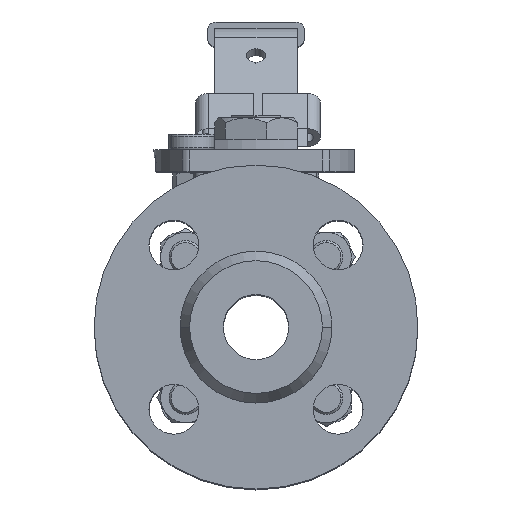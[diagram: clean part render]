
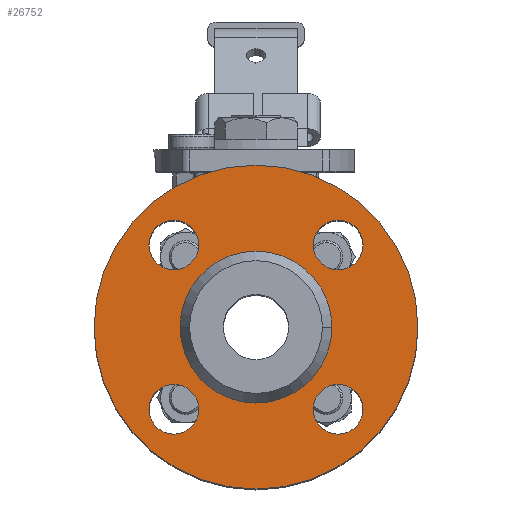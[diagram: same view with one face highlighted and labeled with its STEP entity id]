
A CAD part, top view. The second image highlights one B-rep face of the part: STEP entity #26752.
In plain terms, the highlighted planar face has unit normal (0, 0, 1).
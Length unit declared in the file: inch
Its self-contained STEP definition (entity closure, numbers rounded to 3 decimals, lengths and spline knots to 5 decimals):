
#213 = DIRECTION ( 'NONE',  ( 0., 0., -1. ) ) ;
#562 = DIRECTION ( 'NONE',  ( 1., 0., 0. ) ) ;
#964 = CIRCLE ( 'NONE', #28888, 2.44 ) ;
#1156 = EDGE_CURVE ( 'NONE', #21768, #15761, #23444, .T. ) ;
#1213 = EDGE_LOOP ( 'NONE', ( #22759, #17427 ) ) ;
#1376 = ORIENTED_EDGE ( 'NONE', *, *, #31209, .F. ) ;
#1442 = DIRECTION ( 'NONE',  ( 0., 0., 1. ) ) ;
#1758 = AXIS2_PLACEMENT_3D ( 'NONE', #2501, #22231, #21895 ) ;
#2034 = DIRECTION ( 'NONE',  ( 0., 0., 1. ) ) ;
#2160 = DIRECTION ( 'NONE',  ( -1., 0., 0. ) ) ;
#2501 = CARTESIAN_POINT ( 'NONE',  ( -0.98902, 0.39517, 6.98467 ) ) ;
#2795 = CARTESIAN_POINT ( 'NONE',  ( -0.98902, 0.39517, 6.98467 ) ) ;
#3362 = CARTESIAN_POINT ( 'NONE',  ( -0.12658, -0.84226, 6.98467 ) ) ;
#3751 = CARTESIAN_POINT ( 'NONE',  ( -0.98902, 0.39517, 6.98467 ) ) ;
#4034 = ORIENTED_EDGE ( 'NONE', *, *, #26372, .F. ) ;
#4151 = AXIS2_PLACEMENT_3D ( 'NONE', #4675, #2034, #17247 ) ;
#4257 = AXIS2_PLACEMENT_3D ( 'NONE', #3751, #20880, #8401 ) ;
#4675 = CARTESIAN_POINT ( 'NONE',  ( 0.24842, 1.63261, 6.98467 ) ) ;
#5007 = VERTEX_POINT ( 'NONE', #10605 ) ;
#5128 = EDGE_CURVE ( 'NONE', #6347, #24633, #964, .T. ) ;
#5247 = ORIENTED_EDGE ( 'NONE', *, *, #12070, .T. ) ;
#5365 = CARTESIAN_POINT ( 'NONE',  ( 0.62342, 1.63261, 6.98467 ) ) ;
#5487 = AXIS2_PLACEMENT_3D ( 'NONE', #7815, #12838, #562 ) ;
#5720 = CIRCLE ( 'NONE', #7209, 0.375 ) ;
#5768 = DIRECTION ( 'NONE',  ( -1., 0., 0. ) ) ;
#6347 = VERTEX_POINT ( 'NONE', #9423 ) ;
#6497 = ORIENTED_EDGE ( 'NONE', *, *, #21629, .F. ) ;
#6728 = DIRECTION ( 'NONE',  ( -1., 0., 0. ) ) ;
#6804 = CARTESIAN_POINT ( 'NONE',  ( 0.24842, -0.84226, 6.98467 ) ) ;
#7065 = FACE_OUTER_BOUND ( 'NONE', #1213, .T. ) ;
#7209 = AXIS2_PLACEMENT_3D ( 'NONE', #27562, #7615, #15059 ) ;
#7615 = DIRECTION ( 'NONE',  ( 0., 0., 1. ) ) ;
#7680 = ORIENTED_EDGE ( 'NONE', *, *, #17662, .F. ) ;
#7815 = CARTESIAN_POINT ( 'NONE',  ( 0.24842, 1.63261, 6.98467 ) ) ;
#7816 = CARTESIAN_POINT ( 'NONE',  ( -2.60146, 1.63261, 6.98467 ) ) ;
#8401 = DIRECTION ( 'NONE',  ( -1., 0., 0. ) ) ;
#9224 = VERTEX_POINT ( 'NONE', #14293 ) ;
#9423 = CARTESIAN_POINT ( 'NONE',  ( 1.45098, 0.39517, 6.98467 ) ) ;
#9581 = EDGE_LOOP ( 'NONE', ( #9907, #6497 ) ) ;
#9695 = EDGE_CURVE ( 'NONE', #24633, #6347, #16621, .T. ) ;
#9779 = ORIENTED_EDGE ( 'NONE', *, *, #24064, .F. ) ;
#9907 = ORIENTED_EDGE ( 'NONE', *, *, #1156, .F. ) ;
#10377 = CARTESIAN_POINT ( 'NONE',  ( -0.12658, 1.63261, 6.98467 ) ) ;
#10605 = CARTESIAN_POINT ( 'NONE',  ( -2.13322, 0.39517, 6.98467 ) ) ;
#11803 = EDGE_LOOP ( 'NONE', ( #4034, #7680 ) ) ;
#12070 = EDGE_CURVE ( 'NONE', #25440, #5007, #31751, .T. ) ;
#12321 = CARTESIAN_POINT ( 'NONE',  ( -2.60146, -0.84226, 6.98467 ) ) ;
#12838 = DIRECTION ( 'NONE',  ( 0., 0., 1. ) ) ;
#13458 = VERTEX_POINT ( 'NONE', #7816 ) ;
#14245 = DIRECTION ( 'NONE',  ( 0., 0., 1. ) ) ;
#14293 = CARTESIAN_POINT ( 'NONE',  ( -1.85146, 1.63261, 6.98467 ) ) ;
#14528 = CIRCLE ( 'NONE', #27501, 1.1442 ) ;
#15059 = DIRECTION ( 'NONE',  ( 0., -1., 0. ) ) ;
#15400 = VERTEX_POINT ( 'NONE', #10377 ) ;
#15761 = VERTEX_POINT ( 'NONE', #12321 ) ;
#16083 = CARTESIAN_POINT ( 'NONE',  ( -3.42902, 0.39517, 6.98467 ) ) ;
#16168 = EDGE_CURVE ( 'NONE', #29341, #15400, #21988, .T. ) ;
#16402 = AXIS2_PLACEMENT_3D ( 'NONE', #18937, #21825, #26886 ) ;
#16621 = CIRCLE ( 'NONE', #4257, 2.44 ) ;
#16774 = FACE_BOUND ( 'NONE', #11803, .T. ) ;
#17071 = AXIS2_PLACEMENT_3D ( 'NONE', #24389, #28948, #6728 ) ;
#17099 = FACE_BOUND ( 'NONE', #28386, .T. ) ;
#17176 = CIRCLE ( 'NONE', #23386, 0.375 ) ;
#17247 = DIRECTION ( 'NONE',  ( 1., 0., 0. ) ) ;
#17427 = ORIENTED_EDGE ( 'NONE', *, *, #9695, .F. ) ;
#17662 = EDGE_CURVE ( 'NONE', #24507, #24477, #23574, .T. ) ;
#18484 = CIRCLE ( 'NONE', #16402, 0.375 ) ;
#18524 = DIRECTION ( 'NONE',  ( 0., 0., 1. ) ) ;
#18785 = CIRCLE ( 'NONE', #22943, 0.375 ) ;
#18932 = DIRECTION ( 'NONE',  ( 0., 1., 0. ) ) ;
#18937 = CARTESIAN_POINT ( 'NONE',  ( -2.22646, 1.63261, 6.98467 ) ) ;
#19112 = ORIENTED_EDGE ( 'NONE', *, *, #16168, .F. ) ;
#20817 = DIRECTION ( 'NONE',  ( -1., 0., 0. ) ) ;
#20880 = DIRECTION ( 'NONE',  ( 0., 0., -1. ) ) ;
#21629 = EDGE_CURVE ( 'NONE', #15761, #21768, #17176, .T. ) ;
#21768 = VERTEX_POINT ( 'NONE', #30617 ) ;
#21791 = PLANE ( 'NONE',  #17071 ) ;
#21825 = DIRECTION ( 'NONE',  ( 0., 0., 1. ) ) ;
#21895 = DIRECTION ( 'NONE',  ( -1., 0., 0. ) ) ;
#21988 = CIRCLE ( 'NONE', #5487, 0.375 ) ;
#22058 = DIRECTION ( 'NONE',  ( -1., 0., 0. ) ) ;
#22231 = DIRECTION ( 'NONE',  ( 0., 0., -1. ) ) ;
#22576 = ORIENTED_EDGE ( 'NONE', *, *, #27151, .F. ) ;
#22759 = ORIENTED_EDGE ( 'NONE', *, *, #5128, .F. ) ;
#22943 = AXIS2_PLACEMENT_3D ( 'NONE', #26728, #1442, #18932 ) ;
#23386 = AXIS2_PLACEMENT_3D ( 'NONE', #31932, #24331, #2160 ) ;
#23393 = CARTESIAN_POINT ( 'NONE',  ( 0.15518, 0.39517, 6.98467 ) ) ;
#23444 = CIRCLE ( 'NONE', #27609, 0.375 ) ;
#23574 = CIRCLE ( 'NONE', #28779, 0.375 ) ;
#24064 = EDGE_CURVE ( 'NONE', #13458, #9224, #18785, .T. ) ;
#24223 = FACE_BOUND ( 'NONE', #29930, .T. ) ;
#24331 = DIRECTION ( 'NONE',  ( 0., 0., 1. ) ) ;
#24389 = CARTESIAN_POINT ( 'NONE',  ( -0.98902, 0.39517, 6.98467 ) ) ;
#24477 = VERTEX_POINT ( 'NONE', #27955 ) ;
#24507 = VERTEX_POINT ( 'NONE', #3362 ) ;
#24549 = FACE_BOUND ( 'NONE', #9581, .T. ) ;
#24633 = VERTEX_POINT ( 'NONE', #16083 ) ;
#25440 = VERTEX_POINT ( 'NONE', #23393 ) ;
#25693 = DIRECTION ( 'NONE',  ( 0., 0., -1. ) ) ;
#26372 = EDGE_CURVE ( 'NONE', #24477, #24507, #5720, .T. ) ;
#26728 = CARTESIAN_POINT ( 'NONE',  ( -2.22646, 1.63261, 6.98467 ) ) ;
#26752 = ADVANCED_FACE ( 'NONE', ( #17099, #16774, #24549, #24223, #31333, #7065 ), #21791, .F. ) ;
#26886 = DIRECTION ( 'NONE',  ( 0., 1., 0. ) ) ;
#27151 = EDGE_CURVE ( 'NONE', #15400, #29341, #31485, .T. ) ;
#27501 = AXIS2_PLACEMENT_3D ( 'NONE', #2795, #213, #22058 ) ;
#27562 = CARTESIAN_POINT ( 'NONE',  ( 0.24842, -0.84226, 6.98467 ) ) ;
#27609 = AXIS2_PLACEMENT_3D ( 'NONE', #30355, #18524, #5768 ) ;
#27955 = CARTESIAN_POINT ( 'NONE',  ( 0.62342, -0.84226, 6.98467 ) ) ;
#28118 = CARTESIAN_POINT ( 'NONE',  ( -0.98902, 0.39517, 6.98467 ) ) ;
#28320 = EDGE_CURVE ( 'NONE', #5007, #25440, #14528, .T. ) ;
#28386 = EDGE_LOOP ( 'NONE', ( #30730, #5247 ) ) ;
#28779 = AXIS2_PLACEMENT_3D ( 'NONE', #6804, #14245, #31241 ) ;
#28888 = AXIS2_PLACEMENT_3D ( 'NONE', #28118, #25693, #20817 ) ;
#28948 = DIRECTION ( 'NONE',  ( 0., 0., -1. ) ) ;
#29341 = VERTEX_POINT ( 'NONE', #5365 ) ;
#29930 = EDGE_LOOP ( 'NONE', ( #1376, #9779 ) ) ;
#30074 = EDGE_LOOP ( 'NONE', ( #19112, #22576 ) ) ;
#30355 = CARTESIAN_POINT ( 'NONE',  ( -2.22646, -0.84226, 6.98467 ) ) ;
#30617 = CARTESIAN_POINT ( 'NONE',  ( -1.85146, -0.84226, 6.98467 ) ) ;
#30730 = ORIENTED_EDGE ( 'NONE', *, *, #28320, .T. ) ;
#31209 = EDGE_CURVE ( 'NONE', #9224, #13458, #18484, .T. ) ;
#31241 = DIRECTION ( 'NONE',  ( 0., -1., 0. ) ) ;
#31333 = FACE_BOUND ( 'NONE', #30074, .T. ) ;
#31485 = CIRCLE ( 'NONE', #4151, 0.375 ) ;
#31751 = CIRCLE ( 'NONE', #1758, 1.1442 ) ;
#31932 = CARTESIAN_POINT ( 'NONE',  ( -2.22646, -0.84226, 6.98467 ) ) ;
